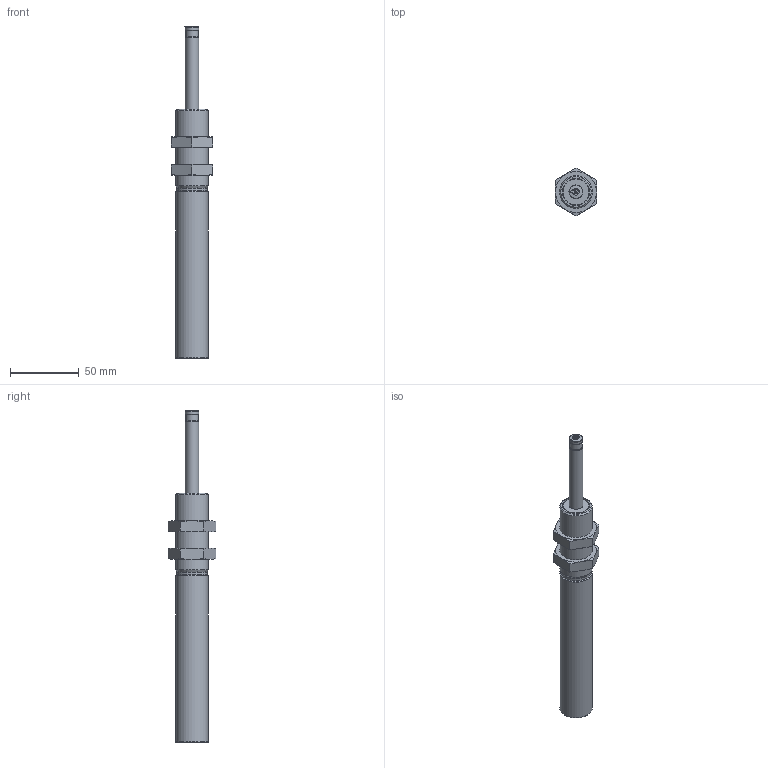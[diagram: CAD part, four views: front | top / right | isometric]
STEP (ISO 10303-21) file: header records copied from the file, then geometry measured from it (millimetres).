
FILE_DESCRIPTION(/* description */ ('STEP AP214'),/* implementation_level */ '2;1');
FILE_NAME(/* name */ '1155693_DYHR-20-50-Y5',/* time_stamp */ '2024-08-23T15:53:02+02:00',/* author */ ('License CC BY-ND 4.0'),/* organization */ ('CADENAS'),/* preprocessor_version */ 'ST-DEVELOPER v19.3',/* originating_system */ 'PARTsolutions',/* authorisation */ ' ');
FILE_SCHEMA (('AUTOMOTIVE_DESIGN {1 0 10303 214 3 1 1}'));
Length unit declared in the file: millimetre
Products named in the file (3): 1155693 DYHR-20-50-Y5---(50); 1155693 DYHR-20-50-Y5p---(50); 237257 YSR-20 M24x1.25-8-30
Assembly tree (3 placements, depth 2):
  1155693 DYHR-20-50-Y5---(50)
    1155693 DYHR-20-50-Y5p---(50)
    237257 YSR-20 M24x1.25-8-30  x2
Bounding box: 30 x 34.64 x 241.68 mm (x, y, z)
Volume: 87367.6 mm3; surface area: 21519.1 mm2
Topology: 3 solids, 3 shells, 74 faces, 163 edges, 101 vertices
Faces by surface type: plane 35, cone 20, cylinder 13, torus 6
Full cylindrical faces by diameter (mm): 5 x1, 9 x1, 10 x2, 18.9 x1, 20 x2, 21 x1, 22 x1, 22.376 x2, 24 x2
Entity records: 1596 total; most frequent: CARTESIAN_POINT 315, DIRECTION 258, ORIENTED_EDGE 200, AXIS2_PLACEMENT_3D 111, EDGE_CURVE 100, FACE_BOUND 98, EDGE_LOOP 96, VERTEX_POINT 78
